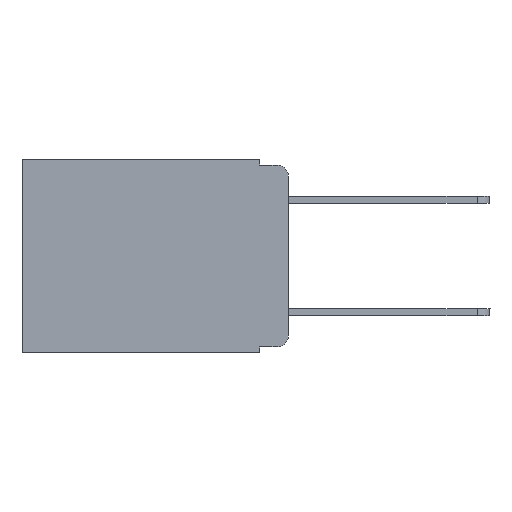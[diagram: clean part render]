
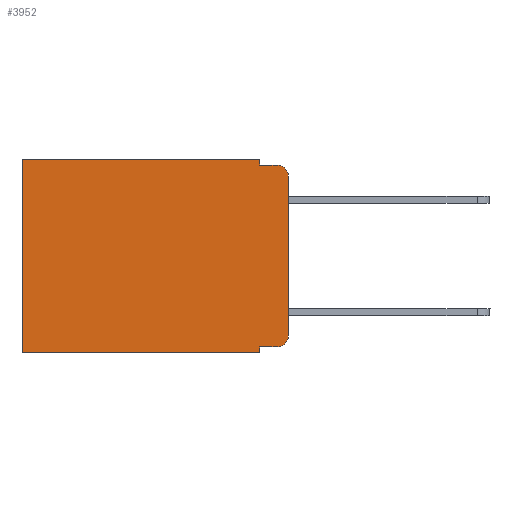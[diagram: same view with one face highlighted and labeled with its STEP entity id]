
A CAD part, left-side view. The second image highlights one B-rep face of the part: STEP entity #3952.
In plain terms, the highlighted planar face has unit normal (-1, 0, 0).
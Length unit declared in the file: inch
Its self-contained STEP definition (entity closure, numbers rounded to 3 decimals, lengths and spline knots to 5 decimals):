
#224 = LINE ( 'NONE', #14589, #279 ) ;
#279 = VECTOR ( 'NONE', #5649, 39.37008 ) ;
#346 = LINE ( 'NONE', #12941, #10404 ) ;
#976 = VECTOR ( 'NONE', #16851, 39.37008 ) ;
#1675 = EDGE_CURVE ( 'NONE', #7046, #7652, #7149, .T. ) ;
#1841 = EDGE_CURVE ( 'NONE', #18827, #22176, #22209, .T. ) ;
#2068 = CARTESIAN_POINT ( 'NONE',  ( 0.298, 0.02, -0.313 ) ) ;
#2330 = DIRECTION ( 'NONE',  ( 1., 0., 0. ) ) ;
#2492 = EDGE_CURVE ( 'NONE', #20940, #13300, #224, .T. ) ;
#2542 = ORIENTED_EDGE ( 'NONE', *, *, #1675, .F. ) ;
#2545 = EDGE_CURVE ( 'NONE', #22176, #18789, #346, .T. ) ;
#2673 = CARTESIAN_POINT ( 'NONE',  ( 0.298, 0., 0. ) ) ;
#2959 = CARTESIAN_POINT ( 'NONE',  ( 0.298, 0.051, -0.01 ) ) ;
#3364 = CARTESIAN_POINT ( 'NONE',  ( 0.298, 0.051, 0. ) ) ;
#3424 = ORIENTED_EDGE ( 'NONE', *, *, #8279, .F. ) ;
#3775 = DIRECTION ( 'NONE',  ( 0., -1., 0. ) ) ;
#3952 = ADVANCED_FACE ( 'NONE', ( #18796 ), #11373, .F. ) ;
#4076 = DIRECTION ( 'NONE',  ( 0., 0., -1. ) ) ;
#4197 = CARTESIAN_POINT ( 'NONE',  ( 0.298, 0.051, 0. ) ) ;
#4452 = AXIS2_PLACEMENT_3D ( 'NONE', #2673, #2330, #9949 ) ;
#4809 = CARTESIAN_POINT ( 'NONE',  ( 0.298, 0.051, -0.333 ) ) ;
#5649 = DIRECTION ( 'NONE',  ( 0., 0., -1. ) ) ;
#5715 = DIRECTION ( 'NONE',  ( 0., 0., -1. ) ) ;
#5810 = DIRECTION ( 'NONE',  ( 0., -1., 0. ) ) ;
#6194 = DIRECTION ( 'NONE',  ( 0., 1., 0. ) ) ;
#6439 = EDGE_CURVE ( 'NONE', #7046, #18789, #22360, .T. ) ;
#6788 = ORIENTED_EDGE ( 'NONE', *, *, #20224, .T. ) ;
#7046 = VERTEX_POINT ( 'NONE', #21712 ) ;
#7112 = VERTEX_POINT ( 'NONE', #8821 ) ;
#7149 = LINE ( 'NONE', #19745, #8693 ) ;
#7425 = VECTOR ( 'NONE', #5810, 39.37008 ) ;
#7652 = VERTEX_POINT ( 'NONE', #20129 ) ;
#8279 = EDGE_CURVE ( 'NONE', #16057, #7112, #12416, .T. ) ;
#8693 = VECTOR ( 'NONE', #21869, 39.37008 ) ;
#8779 = DIRECTION ( 'NONE',  ( 0., 0., -1. ) ) ;
#8821 = CARTESIAN_POINT ( 'NONE',  ( 0.298, 0.051, -0.343 ) ) ;
#9228 = DIRECTION ( 'NONE',  ( -1., 0., 0. ) ) ;
#9706 = LINE ( 'NONE', #16897, #16249 ) ;
#9949 = DIRECTION ( 'NONE',  ( 0., 0., -1. ) ) ;
#10097 = EDGE_LOOP ( 'NONE', ( #2542, #17416, #11115, #13791, #23205, #11483, #11312, #3424, #18942, #6788 ) ) ;
#10306 = VECTOR ( 'NONE', #18392, 39.37008 ) ;
#10404 = VECTOR ( 'NONE', #3775, 39.37008 ) ;
#11115 = ORIENTED_EDGE ( 'NONE', *, *, #2545, .F. ) ;
#11312 = ORIENTED_EDGE ( 'NONE', *, *, #11789, .F. ) ;
#11373 = PLANE ( 'NONE',  #4452 ) ;
#11374 = CARTESIAN_POINT ( 'NONE',  ( 0.298, 0.473, 0. ) ) ;
#11483 = ORIENTED_EDGE ( 'NONE', *, *, #2492, .T. ) ;
#11789 = EDGE_CURVE ( 'NONE', #7112, #13300, #9706, .T. ) ;
#12413 = CARTESIAN_POINT ( 'NONE',  ( 0.298, 0.473, -0.343 ) ) ;
#12416 = LINE ( 'NONE', #3364, #10306 ) ;
#12724 = CARTESIAN_POINT ( 'NONE',  ( 0.298, 0.02, -0.01 ) ) ;
#12941 = CARTESIAN_POINT ( 'NONE',  ( 0.298, 0.051, -0.01 ) ) ;
#12960 = VERTEX_POINT ( 'NONE', #20356 ) ;
#13063 = AXIS2_PLACEMENT_3D ( 'NONE', #2068, #9228, #5715 ) ;
#13300 = VERTEX_POINT ( 'NONE', #12413 ) ;
#13558 = LINE ( 'NONE', #22168, #976 ) ;
#13791 = ORIENTED_EDGE ( 'NONE', *, *, #1841, .F. ) ;
#14385 = CARTESIAN_POINT ( 'NONE',  ( 0.298, 0.051, 0. ) ) ;
#14589 = CARTESIAN_POINT ( 'NONE',  ( 0.298, 0.473, 0. ) ) ;
#15726 = DIRECTION ( 'NONE',  ( -1., 0., 0. ) ) ;
#15852 = VECTOR ( 'NONE', #4076, 39.37008 ) ;
#15854 = CARTESIAN_POINT ( 'NONE',  ( 0.298, 0.02, -0.03 ) ) ;
#16057 = VERTEX_POINT ( 'NONE', #4809 ) ;
#16249 = VECTOR ( 'NONE', #6194, 39.37008 ) ;
#16851 = DIRECTION ( 'NONE',  ( 0., 1., 0. ) ) ;
#16897 = CARTESIAN_POINT ( 'NONE',  ( 0.298, 0., -0.343 ) ) ;
#17416 = ORIENTED_EDGE ( 'NONE', *, *, #6439, .T. ) ;
#18392 = DIRECTION ( 'NONE',  ( 0., 0., -1. ) ) ;
#18583 = EDGE_CURVE ( 'NONE', #18827, #20940, #13558, .T. ) ;
#18599 = AXIS2_PLACEMENT_3D ( 'NONE', #15854, #15726, #8779 ) ;
#18789 = VERTEX_POINT ( 'NONE', #12724 ) ;
#18796 = FACE_OUTER_BOUND ( 'NONE', #10097, .T. ) ;
#18827 = VERTEX_POINT ( 'NONE', #14385 ) ;
#18942 = ORIENTED_EDGE ( 'NONE', *, *, #19715, .T. ) ;
#19715 = EDGE_CURVE ( 'NONE', #16057, #12960, #21597, .T. ) ;
#19745 = CARTESIAN_POINT ( 'NONE',  ( 0.298, 0., 0. ) ) ;
#19822 = CARTESIAN_POINT ( 'NONE',  ( 0.298, 0.051, -0.333 ) ) ;
#20129 = CARTESIAN_POINT ( 'NONE',  ( 0.298, 0., -0.313 ) ) ;
#20224 = EDGE_CURVE ( 'NONE', #12960, #7652, #20954, .T. ) ;
#20356 = CARTESIAN_POINT ( 'NONE',  ( 0.298, 0.02, -0.333 ) ) ;
#20940 = VERTEX_POINT ( 'NONE', #11374 ) ;
#20954 = CIRCLE ( 'NONE', #13063, 0.02 ) ;
#21597 = LINE ( 'NONE', #19822, #7425 ) ;
#21712 = CARTESIAN_POINT ( 'NONE',  ( 0.298, 0., -0.03 ) ) ;
#21869 = DIRECTION ( 'NONE',  ( 0., 0., -1. ) ) ;
#22168 = CARTESIAN_POINT ( 'NONE',  ( 0.298, 0., 0. ) ) ;
#22176 = VERTEX_POINT ( 'NONE', #2959 ) ;
#22209 = LINE ( 'NONE', #4197, #15852 ) ;
#22360 = CIRCLE ( 'NONE', #18599, 0.02 ) ;
#23205 = ORIENTED_EDGE ( 'NONE', *, *, #18583, .T. ) ;
